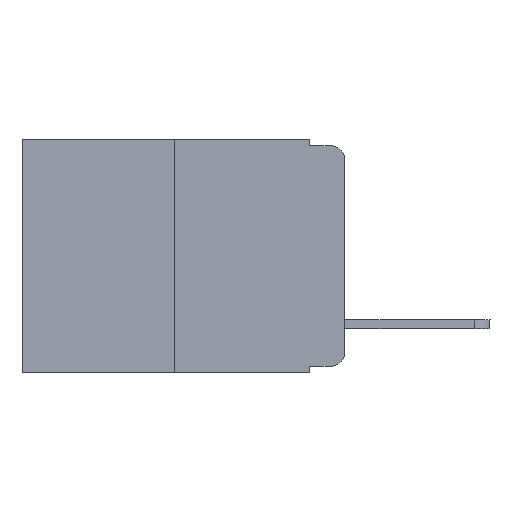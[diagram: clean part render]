
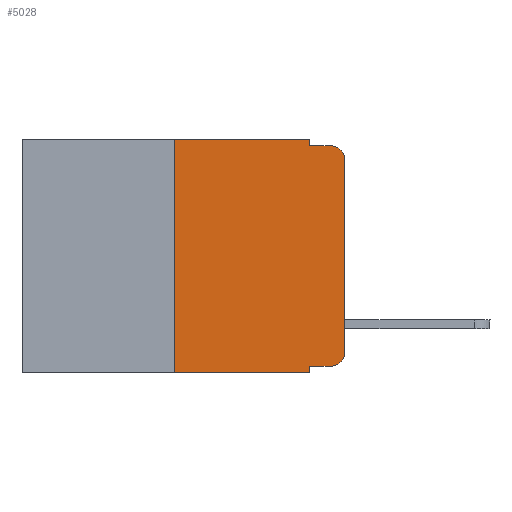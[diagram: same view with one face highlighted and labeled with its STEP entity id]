
A CAD part, left-side view. The second image highlights one B-rep face of the part: STEP entity #5028.
In plain terms, the highlighted planar face has unit normal (-1, 0, 0).
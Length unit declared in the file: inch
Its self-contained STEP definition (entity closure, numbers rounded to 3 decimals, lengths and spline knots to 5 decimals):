
#293 = VERTEX_POINT ( 'NONE', #11264 ) ;
#474 = AXIS2_PLACEMENT_3D ( 'NONE', #8943, #6027, #518 ) ;
#479 = ORIENTED_EDGE ( 'NONE', *, *, #3546, .F. ) ;
#501 = LINE ( 'NONE', #6131, #7196 ) ;
#518 = DIRECTION ( 'NONE',  ( 0., 0., -1. ) ) ;
#537 = DIRECTION ( 'NONE',  ( 0., 0., -1. ) ) ;
#783 = EDGE_CURVE ( 'NONE', #293, #3348, #817, .T. ) ;
#817 = LINE ( 'NONE', #3806, #7429 ) ;
#1081 = DIRECTION ( 'NONE',  ( 0., 0., 1. ) ) ;
#1161 = CARTESIAN_POINT ( 'NONE',  ( 0., 0.02, -0.01 ) ) ;
#1467 = ORIENTED_EDGE ( 'NONE', *, *, #8034, .T. ) ;
#1663 = CARTESIAN_POINT ( 'NONE',  ( 0., 0.25, 0. ) ) ;
#1674 = LINE ( 'NONE', #5489, #11910 ) ;
#1684 = VERTEX_POINT ( 'NONE', #11278 ) ;
#1839 = CARTESIAN_POINT ( 'NONE',  ( 0., 0.051, -0.343 ) ) ;
#1849 = ORIENTED_EDGE ( 'NONE', *, *, #3636, .T. ) ;
#2013 = CARTESIAN_POINT ( 'NONE',  ( 0., 0.473, 0. ) ) ;
#2162 = EDGE_CURVE ( 'NONE', #10855, #6643, #5121, .T. ) ;
#2579 = DIRECTION ( 'NONE',  ( 0., 0., 1. ) ) ;
#2823 = FACE_OUTER_BOUND ( 'NONE', #5708, .T. ) ;
#2962 = EDGE_CURVE ( 'NONE', #4102, #3348, #4805, .T. ) ;
#3016 = ORIENTED_EDGE ( 'NONE', *, *, #2962, .T. ) ;
#3346 = VERTEX_POINT ( 'NONE', #1161 ) ;
#3348 = VERTEX_POINT ( 'NONE', #1839 ) ;
#3546 = EDGE_CURVE ( 'NONE', #4102, #5089, #10963, .T. ) ;
#3636 = EDGE_CURVE ( 'NONE', #4240, #1684, #6599, .T. ) ;
#3806 = CARTESIAN_POINT ( 'NONE',  ( 0., 0.051, 0. ) ) ;
#3937 = VECTOR ( 'NONE', #1081, 39.37008 ) ;
#4102 = VERTEX_POINT ( 'NONE', #5501 ) ;
#4178 = ORIENTED_EDGE ( 'NONE', *, *, #7408, .F. ) ;
#4212 = VECTOR ( 'NONE', #6911, 39.37008 ) ;
#4240 = VERTEX_POINT ( 'NONE', #11188 ) ;
#4805 = LINE ( 'NONE', #8541, #8020 ) ;
#4823 = EDGE_CURVE ( 'NONE', #6643, #3346, #501, .T. ) ;
#4829 = CIRCLE ( 'NONE', #11872, 0.02 ) ;
#4952 = CARTESIAN_POINT ( 'NONE',  ( 0., 0.051, 0. ) ) ;
#5028 = ADVANCED_FACE ( 'NONE', ( #2823 ), #11039, .F. ) ;
#5089 = VERTEX_POINT ( 'NONE', #1663 ) ;
#5121 = LINE ( 'NONE', #4952, #6308 ) ;
#5141 = CARTESIAN_POINT ( 'NONE',  ( 0., 0.473, 0. ) ) ;
#5402 = DIRECTION ( 'NONE',  ( 0., -1., 0. ) ) ;
#5489 = CARTESIAN_POINT ( 'NONE',  ( 0., 0.051, -0.333 ) ) ;
#5501 = CARTESIAN_POINT ( 'NONE',  ( 0., 0.25, -0.343 ) ) ;
#5544 = DIRECTION ( 'NONE',  ( 0., -1., 0. ) ) ;
#5605 = DIRECTION ( 'NONE',  ( 0., 0., -1. ) ) ;
#5708 = EDGE_LOOP ( 'NONE', ( #1849, #10837, #8566, #6014, #4178, #479, #3016, #8777, #8470, #1467 ) ) ;
#6014 = ORIENTED_EDGE ( 'NONE', *, *, #2162, .F. ) ;
#6027 = DIRECTION ( 'NONE',  ( -1., 0., 0. ) ) ;
#6131 = CARTESIAN_POINT ( 'NONE',  ( 0., 0.051, -0.01 ) ) ;
#6261 = CARTESIAN_POINT ( 'NONE',  ( 0., 0.051, 0. ) ) ;
#6308 = VECTOR ( 'NONE', #11615, 39.37008 ) ;
#6599 = LINE ( 'NONE', #10445, #3937 ) ;
#6643 = VERTEX_POINT ( 'NONE', #8554 ) ;
#6911 = DIRECTION ( 'NONE',  ( 0., -1., 0. ) ) ;
#6975 = CIRCLE ( 'NONE', #474, 0.02 ) ;
#7017 = DIRECTION ( 'NONE',  ( -1., 0., 0. ) ) ;
#7196 = VECTOR ( 'NONE', #5402, 39.37008 ) ;
#7216 = CARTESIAN_POINT ( 'NONE',  ( 0., 0.25, 0. ) ) ;
#7408 = EDGE_CURVE ( 'NONE', #5089, #10855, #8750, .T. ) ;
#7429 = VECTOR ( 'NONE', #5605, 39.37008 ) ;
#8020 = VECTOR ( 'NONE', #5544, 39.37008 ) ;
#8034 = EDGE_CURVE ( 'NONE', #10760, #4240, #4829, .T. ) ;
#8355 = EDGE_CURVE ( 'NONE', #1684, #3346, #6975, .T. ) ;
#8470 = ORIENTED_EDGE ( 'NONE', *, *, #9750, .T. ) ;
#8541 = CARTESIAN_POINT ( 'NONE',  ( 0., 0.473, -0.343 ) ) ;
#8554 = CARTESIAN_POINT ( 'NONE',  ( 0., 0.051, -0.01 ) ) ;
#8566 = ORIENTED_EDGE ( 'NONE', *, *, #4823, .F. ) ;
#8750 = LINE ( 'NONE', #5141, #4212 ) ;
#8777 = ORIENTED_EDGE ( 'NONE', *, *, #783, .F. ) ;
#8781 = CARTESIAN_POINT ( 'NONE',  ( 0., 0.02, -0.333 ) ) ;
#8943 = CARTESIAN_POINT ( 'NONE',  ( 0., 0.02, -0.03 ) ) ;
#9089 = CARTESIAN_POINT ( 'NONE',  ( 0., 0.02, -0.313 ) ) ;
#9536 = DIRECTION ( 'NONE',  ( 1., 0., 0. ) ) ;
#9750 = EDGE_CURVE ( 'NONE', #293, #10760, #1674, .T. ) ;
#10142 = VECTOR ( 'NONE', #2579, 39.37008 ) ;
#10445 = CARTESIAN_POINT ( 'NONE',  ( 0., 0., 0. ) ) ;
#10760 = VERTEX_POINT ( 'NONE', #8781 ) ;
#10837 = ORIENTED_EDGE ( 'NONE', *, *, #8355, .T. ) ;
#10855 = VERTEX_POINT ( 'NONE', #6261 ) ;
#10963 = LINE ( 'NONE', #7216, #10142 ) ;
#11039 = PLANE ( 'NONE',  #12090 ) ;
#11104 = DIRECTION ( 'NONE',  ( 0., -1., 0. ) ) ;
#11188 = CARTESIAN_POINT ( 'NONE',  ( 0., 0., -0.313 ) ) ;
#11264 = CARTESIAN_POINT ( 'NONE',  ( 0., 0.051, -0.333 ) ) ;
#11278 = CARTESIAN_POINT ( 'NONE',  ( 0., 0., -0.03 ) ) ;
#11326 = DIRECTION ( 'NONE',  ( 0., 0., -1. ) ) ;
#11615 = DIRECTION ( 'NONE',  ( 0., 0., -1. ) ) ;
#11872 = AXIS2_PLACEMENT_3D ( 'NONE', #9089, #7017, #537 ) ;
#11910 = VECTOR ( 'NONE', #11104, 39.37008 ) ;
#12090 = AXIS2_PLACEMENT_3D ( 'NONE', #2013, #9536, #11326 ) ;
